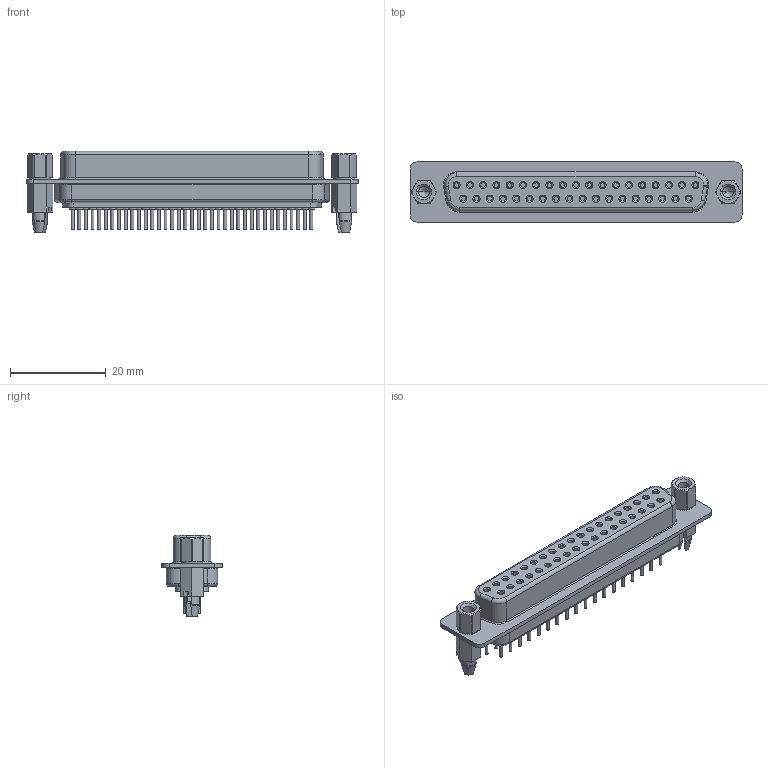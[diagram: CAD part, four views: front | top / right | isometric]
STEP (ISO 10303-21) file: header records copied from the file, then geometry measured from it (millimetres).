
FILE_DESCRIPTION (( 'STEP AP214' ), '1' );
FILE_NAME ('K85X(HT)-CD-37S-BRJ_rA3.STEP', '2013-03-22T19:03:57', ( 'Daniel' ), ( 'Microsoft' ), 'SwSTEP 2.0', 'SolidWorks 2012', '' );
FILE_SCHEMA (( 'AUTOMOTIVE_DESIGN' ));
Length unit declared in the file: millimetre
Products named in the file (1): K85X(HT)-CD-37S-BRJ_rA3
Bounding box: 69.32 x 12.55 x 17 mm (x, y, z)
Volume: 6274 mm3; surface area: 4756.3 mm2
Topology: 1 solids, 5 shells, 631 faces, 1370 edges, 863 vertices
Faces by surface type: cylinder 307, plane 186, cone 114, torus 24
Entity records: 19695 total; most frequent: DIRECTION 3351, CARTESIAN_POINT 3079, ORIENTED_EDGE 2732, AXIS2_PLACEMENT_3D 1391, EDGE_CURVE 1366, VERTEX_POINT 863, CIRCLE 759, EDGE_LOOP 757
